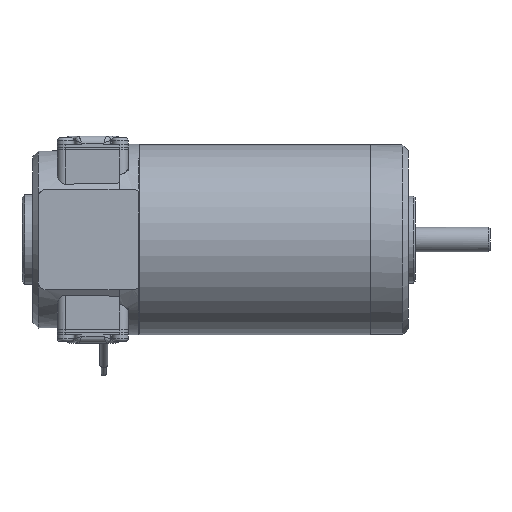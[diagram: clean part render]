
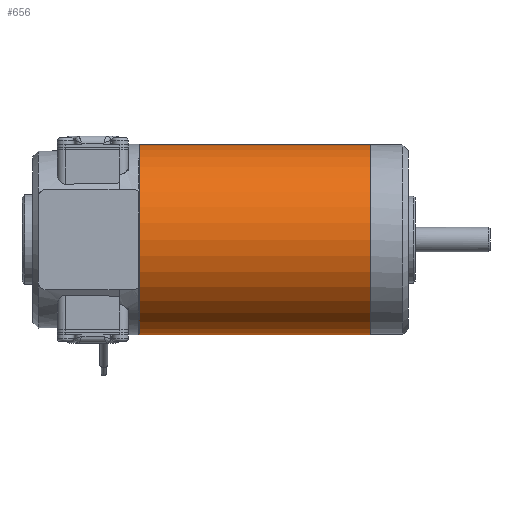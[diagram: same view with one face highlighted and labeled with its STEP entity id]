
A CAD part, front view. The second image highlights one B-rep face of the part: STEP entity #656.
In plain terms, the highlighted cylindrical face has radius 35 mm (diameter 70 mm), a full revolution.
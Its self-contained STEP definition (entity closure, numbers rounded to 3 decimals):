
#656 = ADVANCED_FACE ( 'Defeature ausgef�hrt1_227', ( #9094, #13398 ), #3716, .T. ) ;
#929 = VERTEX_POINT ( 'NONE', #5217 ) ;
#1840 = DIRECTION ( 'NONE',  ( -1., 0., 0. ) ) ;
#1927 = EDGE_CURVE ( 'NONE', #929, #929, #12240, .T. ) ;
#2156 = ORIENTED_EDGE ( 'NONE', *, *, #13482, .F. ) ;
#2372 = DIRECTION ( 'NONE',  ( 0., 0., -1. ) ) ;
#2664 = DIRECTION ( 'NONE',  ( 0., 0., 1. ) ) ;
#3425 = EDGE_LOOP ( 'NONE', ( #2156 ) ) ;
#3628 = AXIS2_PLACEMENT_3D ( 'NONE', #7734, #12053, #2372 ) ;
#3716 = CYLINDRICAL_SURFACE ( 'NONE', #6139, 35. ) ;
#3944 = ORIENTED_EDGE ( 'NONE', *, *, #1927, .F. ) ;
#4197 = AXIS2_PLACEMENT_3D ( 'NONE', #11534, #1840, #6141 ) ;
#5217 = CARTESIAN_POINT ( 'NONE',  ( 83., 0., -35. ) ) ;
#6139 = AXIS2_PLACEMENT_3D ( 'NONE', #8018, #12335, #2664 ) ;
#6141 = DIRECTION ( 'NONE',  ( 0., 0., 1. ) ) ;
#6827 = VERTEX_POINT ( 'NONE', #11157 ) ;
#7734 = CARTESIAN_POINT ( 'NONE',  ( 83., 0., 0. ) ) ;
#8018 = CARTESIAN_POINT ( 'NONE',  ( 83., 0., 0. ) ) ;
#9094 = FACE_OUTER_BOUND ( 'NONE', #10912, .T. ) ;
#10310 = CIRCLE ( 'NONE', #4197, 35. ) ;
#10912 = EDGE_LOOP ( 'NONE', ( #3944 ) ) ;
#11157 = CARTESIAN_POINT ( 'NONE',  ( -1.999, 0., 35. ) ) ;
#11534 = CARTESIAN_POINT ( 'NONE',  ( -1.999, 0., 0. ) ) ;
#12053 = DIRECTION ( 'NONE',  ( 1., 0., 0. ) ) ;
#12240 = CIRCLE ( 'NONE', #3628, 35. ) ;
#12335 = DIRECTION ( 'NONE',  ( -1., 0., 0. ) ) ;
#13398 = FACE_OUTER_BOUND ( 'NONE', #3425, .T. ) ;
#13482 = EDGE_CURVE ( 'NONE', #6827, #6827, #10310, .T. ) ;
